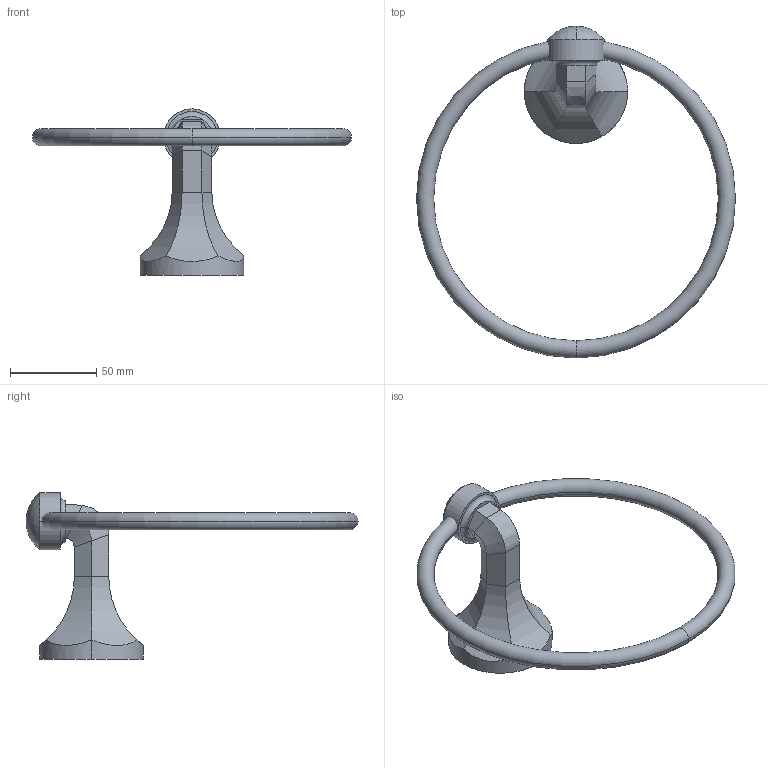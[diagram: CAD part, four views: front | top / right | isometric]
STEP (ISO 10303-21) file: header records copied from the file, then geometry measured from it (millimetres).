
FILE_DESCRIPTION (( 'STEP AP203' ), '1' );
FILE_NAME ('83200361-00.STEP', '2018-07-04T05:55:10', ( '' ), ( '' ), 'SwSTEP 2.0', 'SolidWorks 2017', '' );
FILE_SCHEMA (( 'CONFIG_CONTROL_DESIGN' ));
Length unit declared in the file: millimetre
Products named in the file (4): Planungsmodell_Halter-+-08.17.36.508-01_-_K1; Planungsmodell_Ring-+-83.200.930-01_ _K1_10x175; 83200361-00; Planungsmodell_Halter-+-08.17.36.550.90-01
Assembly tree (3 placements, depth 2):
  83200361-00
    Planungsmodell_Halter-+-08.17.36.508-01_-_K1
    Planungsmodell_Halter-+-08.17.36.550.90-01
    Planungsmodell_Ring-+-83.200.930-01_ _K1_10x175
Bounding box: 185 x 192.5 x 96.5 mm (x, y, z)
Volume: 137343 mm3; surface area: 33781.7 mm2
Topology: 3 solids, 3 shells, 45 faces, 92 edges, 53 vertices
Faces by surface type: plane 17, cylinder 14, bspline 6, torus 6, sphere 2
Entity records: 1814 total; most frequent: CARTESIAN_POINT 496, DIRECTION 194, ORIENTED_EDGE 184, EDGE_CURVE 92, AXIS2_PLACEMENT_3D 75, VERTEX_POINT 53, EDGE_LOOP 47, ADVANCED_FACE 45
